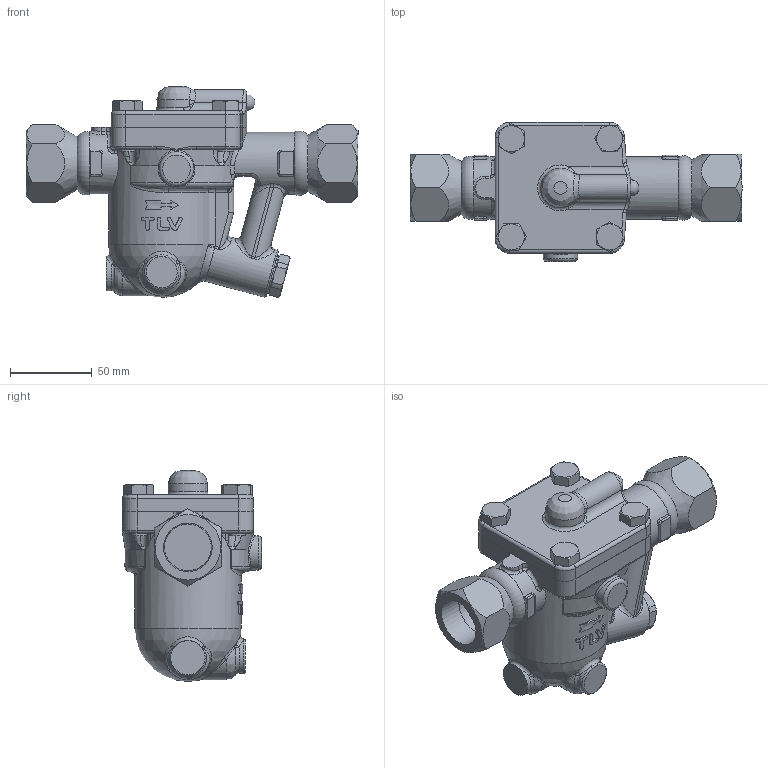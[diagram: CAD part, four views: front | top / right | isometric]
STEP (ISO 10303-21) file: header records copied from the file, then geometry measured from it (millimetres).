
FILE_DESCRIPTION((''),'2;1');
FILE_NAME('jh3sb-025-screw-00.stp','2009-10-15T13:33:03',('nakaot'),(''),'Autodesk Inventor 2008','Autodesk Inventor 2008','');
FILE_SCHEMA(('AUTOMOTIVE_DESIGN { 1 0 10303 214 1 1 1 1 }'));
Length unit declared in the file: millimetre
Products named in the file (1): jh3sb-025-screw-00
Bounding box: 203 x 85 x 129.08 mm (x, y, z)
Volume: 658044.5 mm3; surface area: 78402.2 mm2
Topology: 1 solids, 2 shells, 500 faces, 1235 edges, 745 vertices
Faces by surface type: bspline 159, plane 136, cylinder 117, cone 58, torus 25, sphere 5
Full cylindrical faces by diameter (mm): 10 x9, 21 x1, 23 x1, 30 x1, 38 x1, 56.5 x1
Entity records: 31085 total; most frequent: CARTESIAN_POINT 20707, ORIENTED_EDGE 2346, DIRECTION 1852, EDGE_CURVE 1173, AXIS2_PLACEMENT_3D 765, VERTEX_POINT 728, EDGE_LOOP 563, FACE_OUTER_BOUND 500
